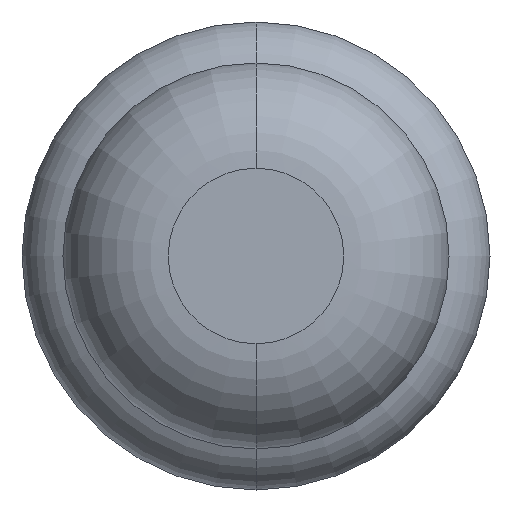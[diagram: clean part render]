
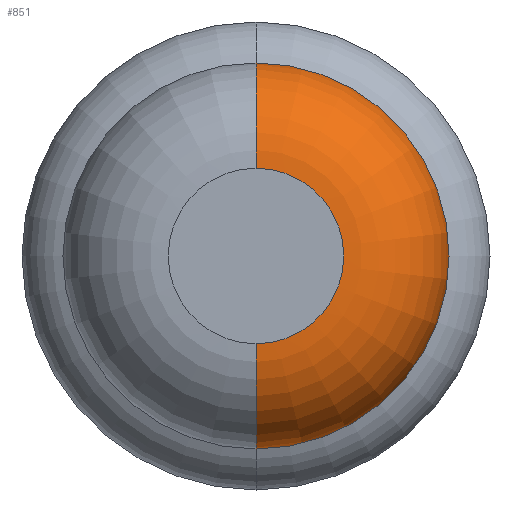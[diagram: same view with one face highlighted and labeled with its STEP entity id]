
A CAD part, front view. The second image highlights one B-rep face of the part: STEP entity #851.
In plain terms, the highlighted toroidal (fillet/blend) face has major radius 0.375 mm and minor radius 0.45 mm.
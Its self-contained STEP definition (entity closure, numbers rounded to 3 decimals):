
#214 = DIRECTION ( 'NONE',  ( 0., 1., 0. ) ) ;
#271 = DIRECTION ( 'NONE',  ( 0., 0., 1. ) ) ;
#399 = ORIENTED_EDGE ( 'NONE', *, *, #2516, .T. ) ;
#443 = AXIS2_PLACEMENT_3D ( 'NONE', #1904, #214, #548 ) ;
#545 = DIRECTION ( 'NONE',  ( -1., 0., 0. ) ) ;
#548 = DIRECTION ( 'NONE',  ( 0., 0., 1. ) ) ;
#562 = CARTESIAN_POINT ( 'NONE',  ( 0., -28.55, -0.825 ) ) ;
#673 = EDGE_CURVE ( 'Defeature ausgef�hrt4_38+Defeature ausgef�hrt4_37+Defeature ausgef�hrt4_37+Defeature ausgef�hrt4_37', #2203, #2797, #2718, .T. ) ;
#757 = DIRECTION ( 'NONE',  ( 0., 1., 0. ) ) ;
#851 = ADVANCED_FACE ( 'Defeature ausgef�hrt4_38', ( #3035 ), #865, .T. ) ;
#865 = TOROIDAL_SURFACE ( 'NONE', #2409, 0.375, 0.45 ) ;
#1314 = CARTESIAN_POINT ( 'NONE',  ( 0., -28.55, -0.375 ) ) ;
#1377 = VERTEX_POINT ( 'NONE', #4438 ) ;
#1449 = DIRECTION ( 'NONE',  ( 0., 0., 1. ) ) ;
#1539 = CARTESIAN_POINT ( 'NONE',  ( 0., -29., 0.375 ) ) ;
#1565 = CIRCLE ( 'NONE', #1580, 0.45 ) ;
#1580 = AXIS2_PLACEMENT_3D ( 'NONE', #1314, #3001, #3331 ) ;
#1771 = CIRCLE ( 'NONE', #443, 0.825 ) ;
#1887 = CARTESIAN_POINT ( 'NONE',  ( 0., -29., 0. ) ) ;
#1904 = CARTESIAN_POINT ( 'NONE',  ( 0., -28.55, 0. ) ) ;
#1994 = CIRCLE ( 'NONE', #2075, 0.45 ) ;
#2075 = AXIS2_PLACEMENT_3D ( 'NONE', #4067, #545, #271 ) ;
#2203 = VERTEX_POINT ( 'NONE', #1539 ) ;
#2238 = DIRECTION ( 'NONE',  ( 0., 0., 1. ) ) ;
#2278 = DIRECTION ( 'NONE',  ( 0., 1., 0. ) ) ;
#2409 = AXIS2_PLACEMENT_3D ( 'NONE', #2496, #757, #1449 ) ;
#2496 = CARTESIAN_POINT ( 'NONE',  ( 0., -28.55, 0. ) ) ;
#2516 = EDGE_CURVE ( 'NONE', #2797, #3327, #1565, .T. ) ;
#2588 = ORIENTED_EDGE ( 'NONE', *, *, #3285, .F. ) ;
#2718 = CIRCLE ( 'NONE', #4025, 0.375 ) ;
#2797 = VERTEX_POINT ( 'NONE', #4009 ) ;
#3001 = DIRECTION ( 'NONE',  ( 1., 0., 0. ) ) ;
#3035 = FACE_OUTER_BOUND ( 'NONE', #3933, .T. ) ;
#3285 = EDGE_CURVE ( 'Defeature ausgef�hrt4_39+Defeature ausgef�hrt4_38+Defeature ausgef�hrt4_38+Defeature ausgef�hrt4_38', #1377, #3327, #1771, .T. ) ;
#3327 = VERTEX_POINT ( 'NONE', #562 ) ;
#3331 = DIRECTION ( 'NONE',  ( 0., 0., -1. ) ) ;
#3376 = EDGE_CURVE ( 'NONE', #2203, #1377, #1994, .T. ) ;
#3551 = ORIENTED_EDGE ( 'NONE', *, *, #673, .T. ) ;
#3785 = ORIENTED_EDGE ( 'NONE', *, *, #3376, .F. ) ;
#3933 = EDGE_LOOP ( 'NONE', ( #3551, #399, #2588, #3785 ) ) ;
#4009 = CARTESIAN_POINT ( 'NONE',  ( 0., -29., -0.375 ) ) ;
#4025 = AXIS2_PLACEMENT_3D ( 'NONE', #1887, #2278, #2238 ) ;
#4067 = CARTESIAN_POINT ( 'NONE',  ( 0., -28.55, 0.375 ) ) ;
#4438 = CARTESIAN_POINT ( 'NONE',  ( 0., -28.55, 0.825 ) ) ;
